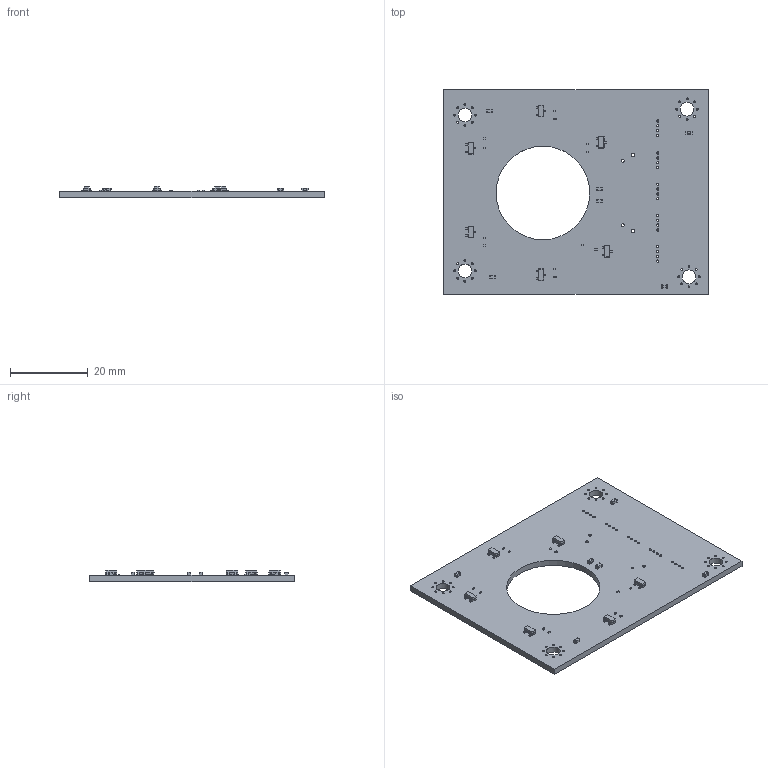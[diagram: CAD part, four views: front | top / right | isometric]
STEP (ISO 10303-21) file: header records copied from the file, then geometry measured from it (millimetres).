
FILE_DESCRIPTION(('KiCad electronic assembly'),'2;1');
FILE_NAME('LED_Ring.step','2021-10-20T19:58:25',('An Author'),( 'A Company'),'Open CASCADE STEP processor 6.9', 'KiCad to STEP converter','Unknown');
FILE_SCHEMA(('AUTOMOTIVE_DESIGN { 1 0 10303 214 1 1 1 1 }'));
Length unit declared in the file: millimetre
Products named in the file (8): Open CASCADE STEP translator 6.9 1; R_0201_0603Metric; SOLID; SOT-23; C_0603_1608Metric; COMPOUND
Assembly tree (28 placements, depth 3):
  Open CASCADE STEP translator 6.9 1
    R_0201_0603Metric  x12
      SOLID
    SOT-23  x6
      SOLID
    C_0603_1608Metric  x6
      SOLID
    COMPOUND
Bounding box: 68 x 52.5 x 2.85 mm (x, y, z)
Volume: 4936.6 mm3; surface area: 7028.9 mm2
Topology: 25 solids, 25 shells, 1003 faces, 2523 edges, 1582 vertices
Faces by surface type: plane 540, cylinder 301, bspline 162
Full cylindrical faces by diameter (mm): 0.5 x32, 0.6 x20, 0.74 x2, 0.89 x2, 3.5 x4, 24 x1
Entity records: 14237 total; most frequent: CARTESIAN_POINT 2453, DIRECTION 2016, LINE 1092, VECTOR 1092, ORIENTED_EDGE 1030, PCURVE 1030, DEFINITIONAL_REPRESENTATION 1030, EDGE_CURVE 515
